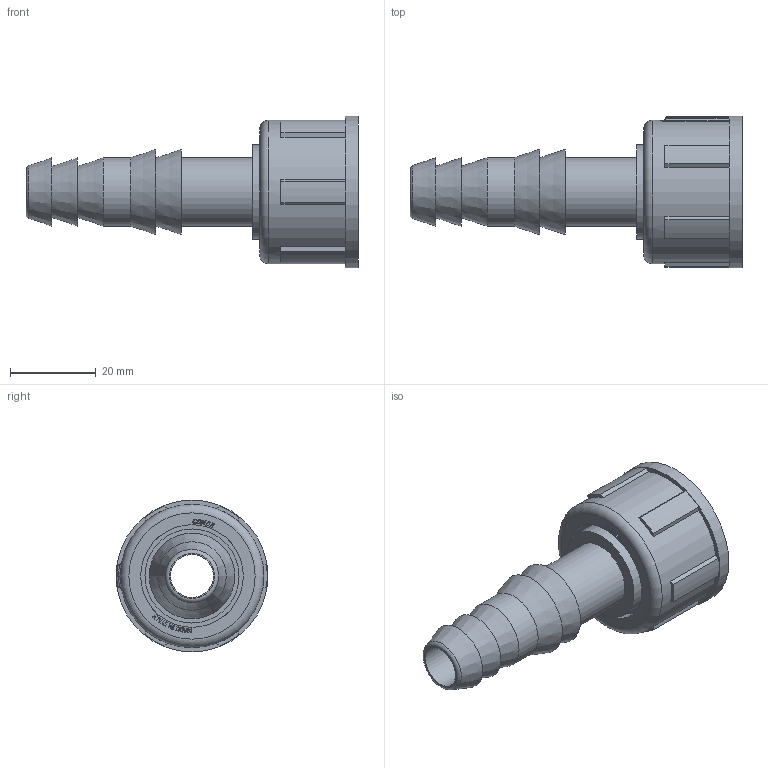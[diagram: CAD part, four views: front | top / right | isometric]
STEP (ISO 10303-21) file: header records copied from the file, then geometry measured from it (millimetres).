
FILE_DESCRIPTION(/* description */ (''),/* implementation_level */ '2;1');
FILE_NAME(/* name */ 'HN620250.stp',/* time_stamp */ '2017-02-10T16:43:16+01:00',/* author */ ('Gabriele'),/* organization */ (''),/* preprocessor_version */ 'ST-DEVELOPER v16.5',/* originating_system */ 'Autodesk Inventor 2017',/* authorisation */ '');
FILE_SCHEMA (('AUTOMOTIVE_DESIGN { 1 0 10303 214 3 1 1 }'));
Length unit declared in the file: millimetre
Products named in the file (3): HN620250; NU800160_FILETTO_3_QUARTI; HN620250_portagomma
Assembly tree (2 placements, depth 2):
  HN620250
    NU800160_FILETTO_3_QUARTI
    HN620250_portagomma
Bounding box: 77.6 x 35.5 x 35.5 mm (x, y, z)
Volume: 17763.9 mm3; surface area: 15131.8 mm2
Topology: 3 solids, 3 shells, 283 faces, 741 edges, 492 vertices
Faces by surface type: plane 201, bspline 51, cylinder 21, cone 6, torus 4
Full cylindrical faces by diameter (mm): 10.009 x1, 16 x2, 22 x1, 24 x2, 26.44 x2, 33.5 x1, 35.5 x1
Entity records: 13129 total; most frequent: CARTESIAN_POINT 6458, ORIENTED_EDGE 1444, DIRECTION 1149, EDGE_CURVE 722, LINE 545, VECTOR 545, VERTEX_POINT 491, EDGE_LOOP 335
